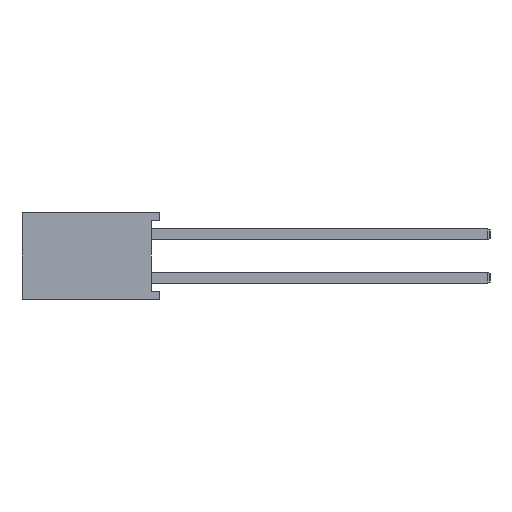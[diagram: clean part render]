
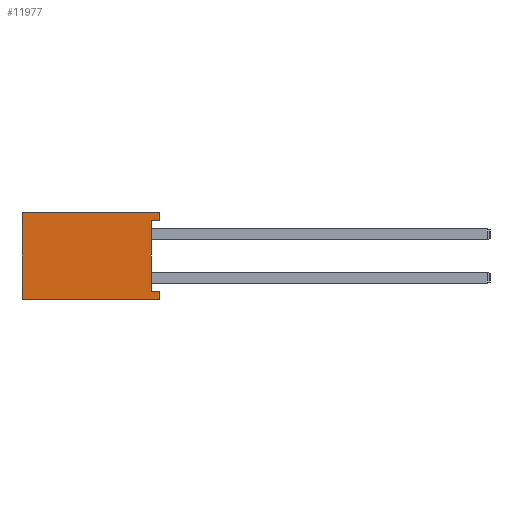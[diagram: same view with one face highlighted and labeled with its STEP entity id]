
A CAD part, left-side view. The second image highlights one B-rep face of the part: STEP entity #11977.
In plain terms, the highlighted planar face has unit normal (-1, 0, 0).
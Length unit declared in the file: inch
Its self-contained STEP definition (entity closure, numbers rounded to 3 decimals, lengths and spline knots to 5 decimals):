
#2609=ORIENTED_EDGE('',*,*,#4740,.T.);
#2610=ORIENTED_EDGE('',*,*,#4583,.T.);
#2611=ORIENTED_EDGE('',*,*,#4672,.F.);
#2612=ORIENTED_EDGE('',*,*,#4777,.F.);
#2613=ORIENTED_EDGE('',*,*,#4666,.T.);
#2614=ORIENTED_EDGE('',*,*,#4631,.T.);
#2615=ORIENTED_EDGE('',*,*,#4776,.T.);
#2616=ORIENTED_EDGE('',*,*,#4778,.T.);
#4583=EDGE_CURVE('',#5848,#5847,#7283,.T.);
#4631=EDGE_CURVE('',#5896,#5895,#7331,.T.);
#4666=EDGE_CURVE('',#5919,#5896,#7366,.T.);
#4672=EDGE_CURVE('',#5923,#5847,#7372,.T.);
#4740=EDGE_CURVE('',#5968,#5848,#7440,.T.);
#4776=EDGE_CURVE('',#5895,#5992,#7476,.T.);
#4777=EDGE_CURVE('',#5919,#5923,#7477,.T.);
#4778=EDGE_CURVE('',#5992,#5968,#7478,.T.);
#5847=VERTEX_POINT('',#18259);
#5848=VERTEX_POINT('',#18261);
#5895=VERTEX_POINT('',#18367);
#5896=VERTEX_POINT('',#18369);
#5919=VERTEX_POINT('',#18428);
#5923=VERTEX_POINT('',#18438);
#5968=VERTEX_POINT('',#18562);
#5992=VERTEX_POINT('',#18635);
#7283=LINE('',#18260,#8903);
#7331=LINE('',#18368,#8951);
#7366=LINE('',#18427,#8986);
#7372=LINE('',#18439,#8992);
#7440=LINE('',#18564,#9060);
#7476=LINE('',#18636,#9096);
#7477=LINE('',#18638,#9097);
#7478=LINE('',#18639,#9098);
#8903=VECTOR('',#14983,39.37008);
#8951=VECTOR('',#15055,39.37008);
#8986=VECTOR('',#15092,39.37008);
#8992=VECTOR('',#15100,39.37008);
#9060=VECTOR('',#15192,39.37008);
#9096=VECTOR('',#15252,39.37008);
#9097=VECTOR('',#15255,39.37008);
#9098=VECTOR('',#15256,39.37008);
#9949=EDGE_LOOP('',(#2609,#2610,#2611,#2612,#2613,#2614,#2615,#2616));
#10669=FACE_BOUND('',#9949,.T.);
#11323=PLANE('',#12702);
#11977=ADVANCED_FACE('',(#10669),#11323,.F.);
#12702=AXIS2_PLACEMENT_3D('',#18637,#15253,#15254);
#14983=DIRECTION('',(0.,0.,1.));
#15055=DIRECTION('',(0.,0.,1.));
#15092=DIRECTION('',(0.,-1.,0.));
#15100=DIRECTION('',(0.,-1.,0.));
#15192=DIRECTION('',(0.,-1.,0.));
#15252=DIRECTION('',(0.,1.,0.));
#15253=DIRECTION('',(1.,0.,0.));
#15254=DIRECTION('',(0.,0.,-1.));
#15255=DIRECTION('',(0.,0.,1.));
#15256=DIRECTION('',(0.,0.,1.));
#18259=CARTESIAN_POINT('',(0.,0.,0.07875));
#18260=CARTESIAN_POINT('',(0.,0.,-0.07875));
#18261=CARTESIAN_POINT('',(0.,0.,0.06375));
#18367=CARTESIAN_POINT('',(0.,0.,-0.06375));
#18368=CARTESIAN_POINT('',(0.,0.,-0.07875));
#18369=CARTESIAN_POINT('',(0.,0.,-0.07875));
#18427=CARTESIAN_POINT('',(0.,0.25,-0.07875));
#18428=CARTESIAN_POINT('',(0.,0.25,-0.07875));
#18438=CARTESIAN_POINT('',(0.,0.25,0.07875));
#18439=CARTESIAN_POINT('',(0.,0.25,0.07875));
#18562=CARTESIAN_POINT('',(0.,0.015,0.06375));
#18564=CARTESIAN_POINT('',(0.,0.015,0.06375));
#18635=CARTESIAN_POINT('',(0.,0.015,-0.06375));
#18636=CARTESIAN_POINT('',(0.,0.,-0.06375));
#18637=CARTESIAN_POINT('',(0.,0.25,-0.07875));
#18638=CARTESIAN_POINT('',(0.,0.25,-0.07875));
#18639=CARTESIAN_POINT('',(0.,0.015,-0.06375));
